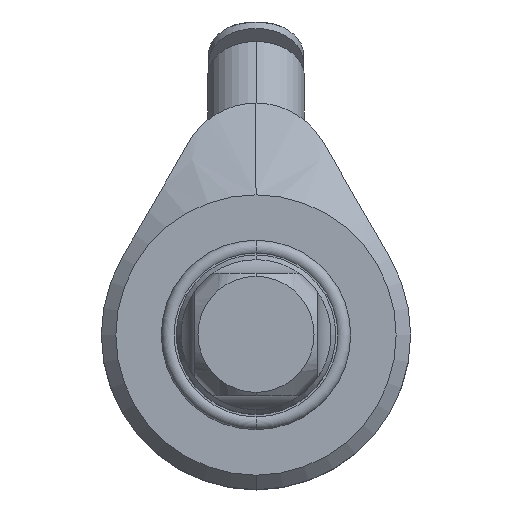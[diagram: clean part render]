
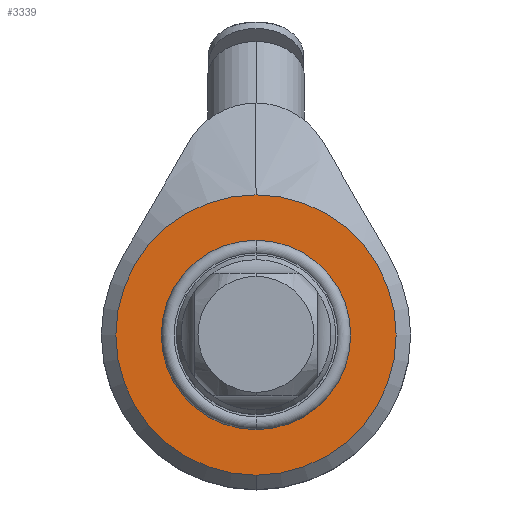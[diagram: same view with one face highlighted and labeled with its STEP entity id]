
A CAD part, top view. The second image highlights one B-rep face of the part: STEP entity #3339.
In plain terms, the highlighted planar face has unit normal (0, 0, 1).
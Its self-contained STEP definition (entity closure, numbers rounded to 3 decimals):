
#712=CARTESIAN_POINT('',(0.,0.,42.5));
#713=DIRECTION('',(0.,0.,1.));
#714=DIRECTION('',(0.,1.,0.));
#715=AXIS2_PLACEMENT_3D('',#712,#713,#714);
#717=CARTESIAN_POINT('',(0.,0.,42.5));
#718=DIRECTION('',(0.,0.,-1.));
#719=DIRECTION('',(0.,1.,0.));
#720=AXIS2_PLACEMENT_3D('',#717,#718,#719);
#722=CARTESIAN_POINT('',(0.,0.,42.5));
#723=DIRECTION('',(0.,0.,1.));
#724=DIRECTION('',(0.,-1.,0.));
#725=AXIS2_PLACEMENT_3D('',#722,#723,#724);
#727=CARTESIAN_POINT('',(0.,0.,42.5));
#728=DIRECTION('',(0.,0.,1.));
#729=DIRECTION('',(0.,1.,0.));
#730=AXIS2_PLACEMENT_3D('',#727,#728,#729);
#2266=CARTESIAN_POINT('',(0.,14.5,42.5));
#2267=CARTESIAN_POINT('',(0.,-14.5,42.5));
#2268=VERTEX_POINT('',#2266);
#2269=VERTEX_POINT('',#2267);
#2370=CARTESIAN_POINT('',(0.,-9.25,42.5));
#2371=CARTESIAN_POINT('',(0.,9.25,42.5));
#2372=VERTEX_POINT('',#2370);
#2373=VERTEX_POINT('',#2371);
#3324=CARTESIAN_POINT('',(0.,0.,42.5));
#3325=DIRECTION('',(0.,0.,-1.));
#3326=DIRECTION('',(0.,-1.,0.));
#3327=AXIS2_PLACEMENT_3D('',#3324,#3325,#3326);
#3328=PLANE('',#3327);
#3329=ORIENTED_EDGE('',*,*,#3268,.F.);
#3330=ORIENTED_EDGE('',*,*,#3291,.T.);
#3331=EDGE_LOOP('',(#3329,#3330));
#3332=FACE_OUTER_BOUND('',#3331,.F.);
#3334=ORIENTED_EDGE('',*,*,#3333,.T.);
#3336=ORIENTED_EDGE('',*,*,#3335,.T.);
#3337=EDGE_LOOP('',(#3334,#3336));
#3338=FACE_BOUND('',#3337,.F.);
#3339=ADVANCED_FACE('',(#3332,#3338),#3328,.F.);
#716=CIRCLE('',#715,14.5);
#721=CIRCLE('',#720,14.5);
#726=CIRCLE('',#725,9.25);
#731=CIRCLE('',#730,9.25);
#3268=EDGE_CURVE('',#2268,#2269,#716,.T.);
#3291=EDGE_CURVE('',#2268,#2269,#721,.T.);
#3333=EDGE_CURVE('',#2372,#2373,#726,.T.);
#3335=EDGE_CURVE('',#2373,#2372,#731,.T.);
